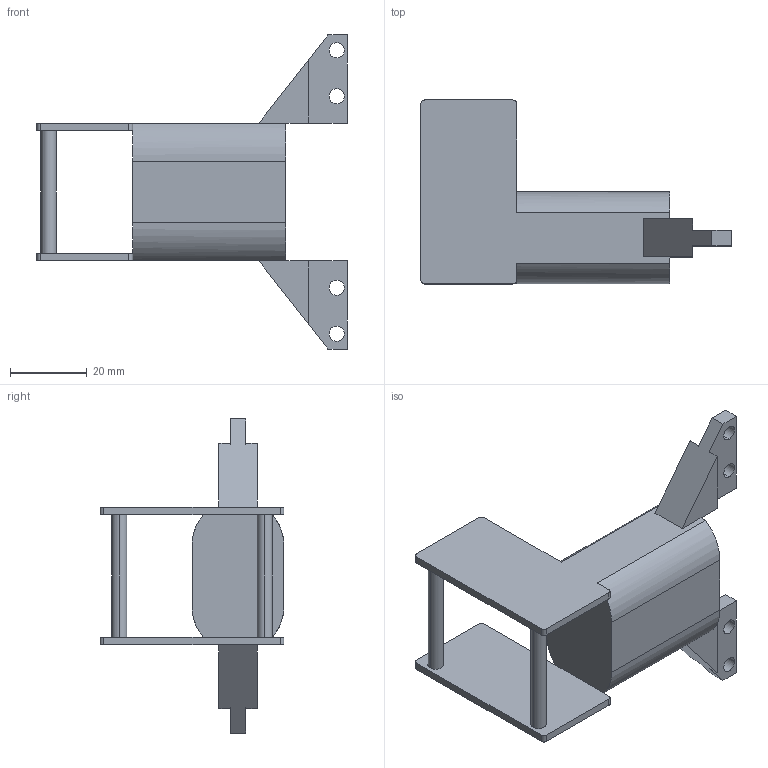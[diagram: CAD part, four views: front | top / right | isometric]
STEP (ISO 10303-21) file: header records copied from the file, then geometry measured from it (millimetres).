
FILE_DESCRIPTION (( 'STEP AP203' ), '1' );
FILE_NAME ('Motor_Défaut_sldprt.STEP', '2021-01-17T20:16:49', ( '' ), ( '' ), 'SwSTEP 2.0', 'SolidWorks 2019', '' );
FILE_SCHEMA (( 'CONFIG_CONTROL_DESIGN' ));
Length unit declared in the file: metre
Products named in the file (1): Motor_Défaut_sldprt
Bounding box: 81 x 48 x 82 mm (x, y, z)
Volume: 41160.8 mm3; surface area: 14319.3 mm2
Topology: 1 solids, 1 shells, 65 faces, 178 edges, 116 vertices
Faces by surface type: plane 39, cylinder 26
Entity records: 2165 total; most frequent: DIRECTION 366, CARTESIAN_POINT 360, ORIENTED_EDGE 356, EDGE_CURVE 178, AXIS2_PLACEMENT_3D 122, LINE 122, VECTOR 122, VERTEX_POINT 116
